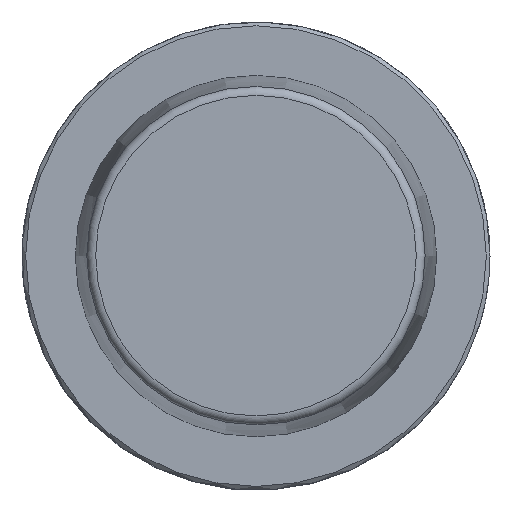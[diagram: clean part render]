
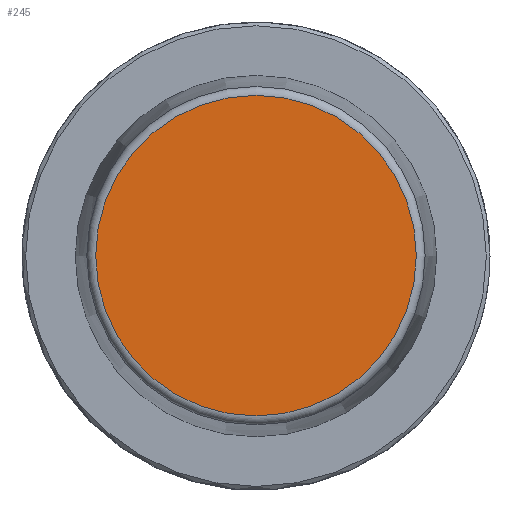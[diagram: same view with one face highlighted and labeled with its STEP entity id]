
A CAD part, top view. The second image highlights one B-rep face of the part: STEP entity #245.
In plain terms, the highlighted planar face has unit normal (0, 0, 1).
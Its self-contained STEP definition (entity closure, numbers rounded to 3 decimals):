
#159=PLANE('',#1300);
#245=ADVANCED_FACE('',(#305),#159,.T.);
#305=FACE_OUTER_BOUND('',#400,.T.);
#400=EDGE_LOOP('',(#687));
#687=ORIENTED_EDGE('',*,*,#1056,.F.);
#930=VERTEX_POINT('',#2061);
#1056=EDGE_CURVE('',#930,#930,#1164,.T.);
#1164=CIRCLE('',#1299,21.576);
#1299=AXIS2_PLACEMENT_3D('',#2060,#1554,#1555);
#1300=AXIS2_PLACEMENT_3D('',#2062,#1556,#1557);
#1554=DIRECTION('',(0.,0.,-1.));
#1555=DIRECTION('',(1.,0.,0.));
#1556=DIRECTION('',(0.,0.,1.));
#1557=DIRECTION('',(-1.,0.,0.));
#2060=CARTESIAN_POINT('',(0.,0.,32.));
#2061=CARTESIAN_POINT('',(21.576,0.,32.));
#2062=CARTESIAN_POINT('',(0.,-21.576,32.));
